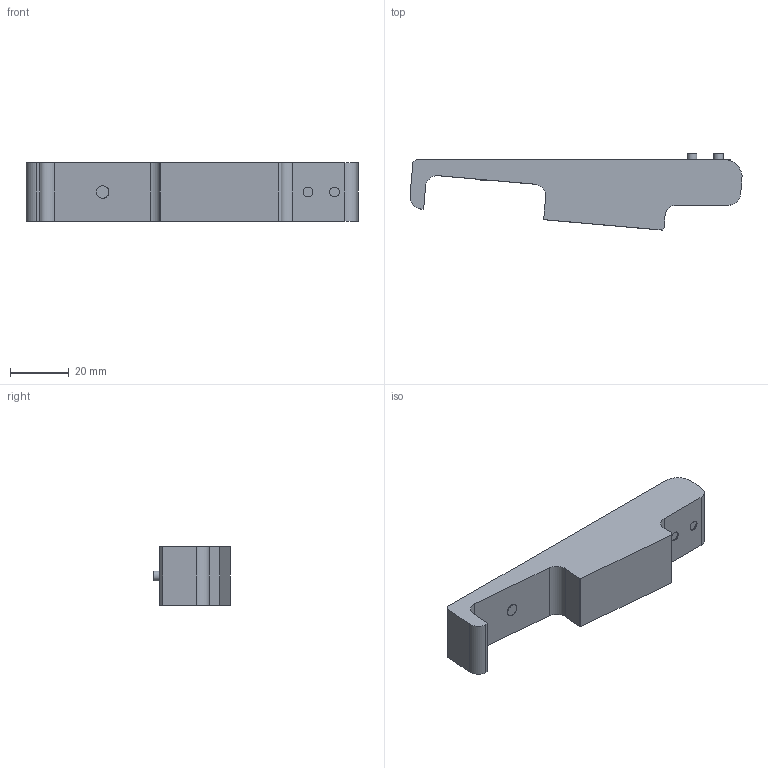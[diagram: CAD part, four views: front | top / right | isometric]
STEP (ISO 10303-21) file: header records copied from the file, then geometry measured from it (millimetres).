
FILE_DESCRIPTION(/* description */ (''),/* implementation_level */ '2;1');
FILE_NAME(/* name */ '31sj2.prt.stp',/* time_stamp */ '2019-05-31T11:17:11+08:00',/* author */ (''),/* organization */ (''),/* preprocessor_version */ 'ST-DEVELOPER v16',/* originating_system */ 'SIEMENS PLM Software NX 10.0',/* authorisation */ '');
FILE_SCHEMA (('CONFIG_CONTROL_DESIGN'));
Length unit declared in the file: millimetre
Products named in the file (1): 31sj2
Bounding box: 112.95 x 25.91 x 20 mm (x, y, z)
Volume: 33233.2 mm3; surface area: 10877.4 mm2
Topology: 6 solids, 6 shells, 46 faces, 104 edges, 71 vertices
Faces by surface type: plane 28, cylinder 18
Full cylindrical faces by diameter (mm): 3.3 x6, 4.2 x2, 8 x4
Entity records: 1303 total; most frequent: CARTESIAN_POINT 219, DIRECTION 215, ORIENTED_EDGE 172, EDGE_CURVE 86, AXIS2_PLACEMENT_3D 83, EDGE_LOOP 69, VERTEX_POINT 65, LINE 49
